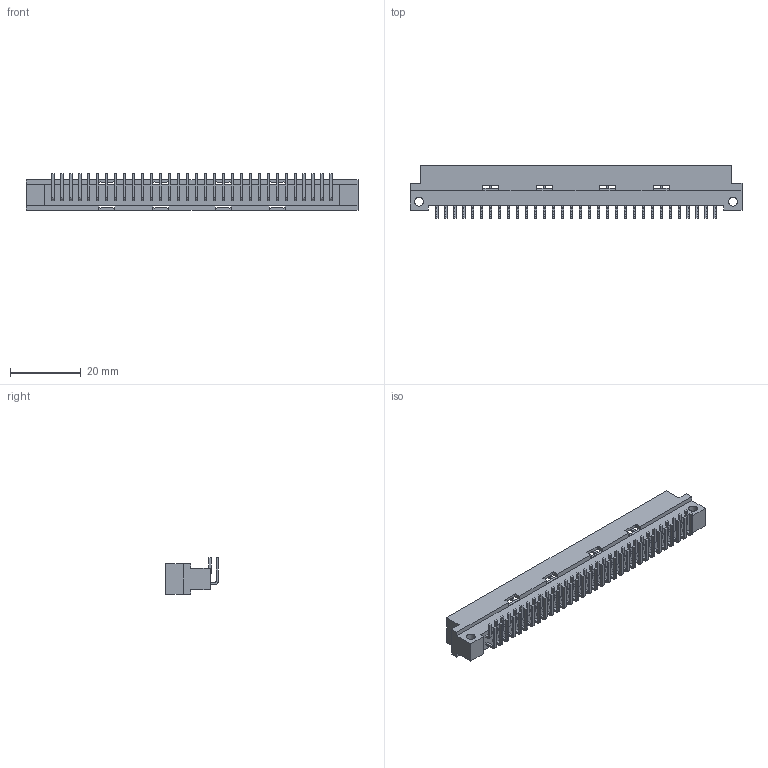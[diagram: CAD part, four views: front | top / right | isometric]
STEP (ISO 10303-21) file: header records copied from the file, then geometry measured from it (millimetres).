
FILE_DESCRIPTION((''),'2;1');
FILE_NAME('86092645113745ELFC','2012-12-28T',('kayyappa'),('FCI - ELX Division'),'PRO/ENGINEER BY PARAMETRIC TECHNOLOGY CORPORATION, 2009400','PRO/ENGINEER BY PARAMETRIC TECHNOLOGY CORPORATION, 2009400','');
FILE_SCHEMA(('CONFIG_CONTROL_DESIGN'));
Length unit declared in the file: millimetre
Products named in the file (1): 86092645113745ELFC
Bounding box: 94 x 14.93 x 10.3 mm (x, y, z)
Volume: 4711.8 mm3; surface area: 7239.2 mm2
Topology: 1 solids, 1 shells, 1031 faces, 2724 edges, 1808 vertices
Faces by surface type: plane 899, cylinder 132
Entity records: 31508 total; most frequent: CARTESIAN_POINT 5563, ORIENTED_EDGE 5448, DIRECTION 5050, EDGE_CURVE 2724, VECTOR 2460, LINE 2460, VERTEX_POINT 1808, AXIS2_PLACEMENT_3D 1295
